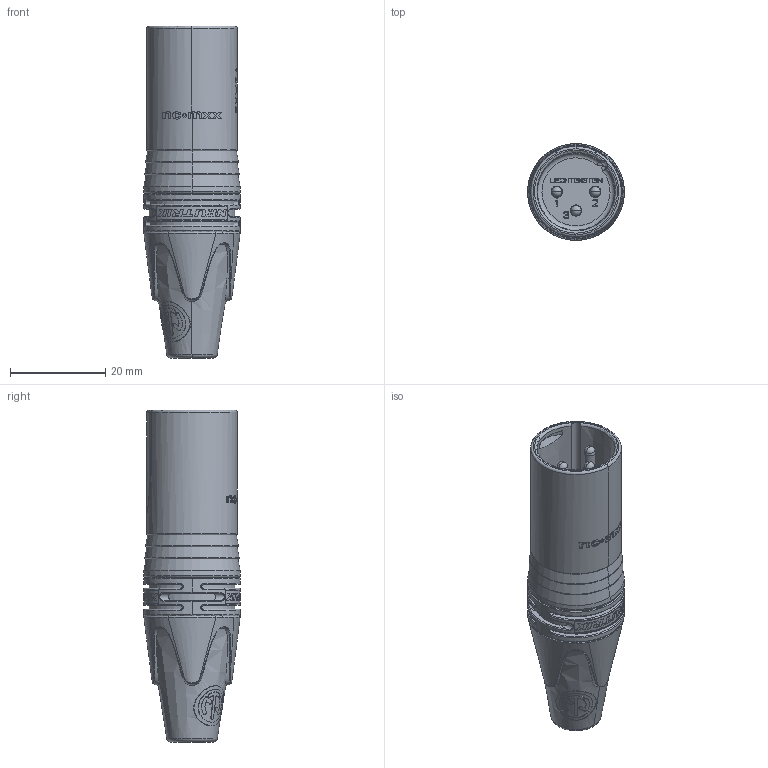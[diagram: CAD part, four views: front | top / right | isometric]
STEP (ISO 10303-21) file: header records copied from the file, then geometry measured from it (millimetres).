
FILE_DESCRIPTION((''),'2;1');
FILE_NAME('30012015','2025-01-16T17:01:17',('SYSTEM'),(''),'CREO PARAMETRIC BY PTC INC, 2023424','CREO PARAMETRIC BY PTC INC, 2023424','');
FILE_SCHEMA(('CONFIG_CONTROL_DESIGN'));
Length unit declared in the file: millimetre
Products named in the file (1): 30012015
Bounding box: 20.33 x 20.33 x 69.64 mm (x, y, z)
Volume: 14589.1 mm3; surface area: 5696.9 mm2
Topology: 1 solids, 1 shells, 952 faces, 2528 edges, 1647 vertices
Faces by surface type: plane 566, extrusion 135, bspline 113, cylinder 78, torus 31, cone 23, sphere 6
Entity records: 39822 total; most frequent: CARTESIAN_POINT 17492, ORIENTED_EDGE 5044, DIRECTION 3826, EDGE_CURVE 2522, VERTEX_POINT 1647, VECTOR 1596, LINE 1461, AXIS2_PLACEMENT_3D 1115
